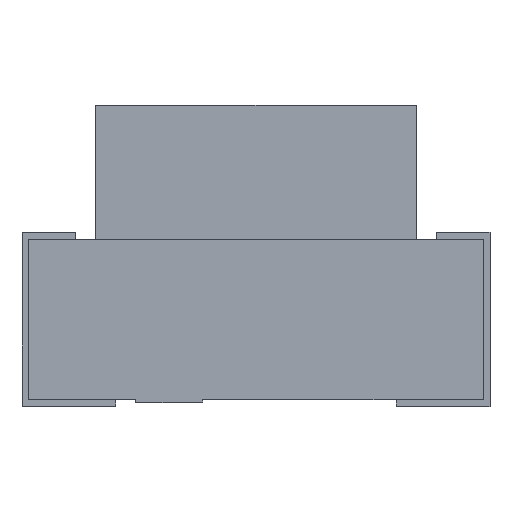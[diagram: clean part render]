
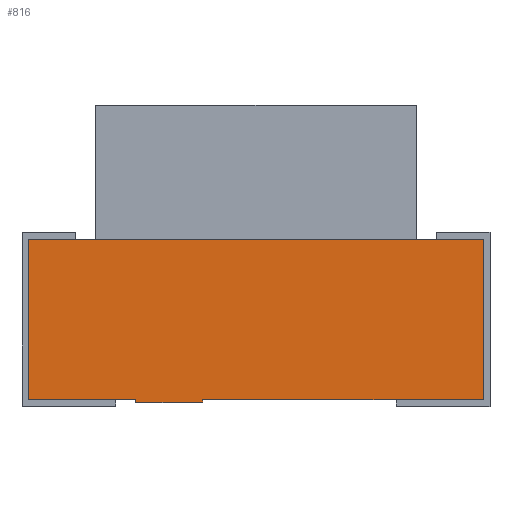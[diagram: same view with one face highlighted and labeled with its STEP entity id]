
A CAD part, top view. The second image highlights one B-rep face of the part: STEP entity #816.
In plain terms, the highlighted planar face has unit normal (0, 0, 1).
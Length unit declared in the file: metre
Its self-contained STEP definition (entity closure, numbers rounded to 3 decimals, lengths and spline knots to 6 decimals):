
#194=ORIENTED_EDGE('',*,*,#316,.F.);
#195=ORIENTED_EDGE('',*,*,#327,.T.);
#196=ORIENTED_EDGE('',*,*,#323,.T.);
#197=ORIENTED_EDGE('',*,*,#334,.F.);
#198=ORIENTED_EDGE('',*,*,#335,.T.);
#199=ORIENTED_EDGE('',*,*,#336,.T.);
#200=ORIENTED_EDGE('',*,*,#328,.T.);
#201=ORIENTED_EDGE('',*,*,#333,.F.);
#316=EDGE_CURVE('',#400,#401,#496,.T.);
#323=EDGE_CURVE('',#408,#406,#503,.T.);
#327=EDGE_CURVE('',#400,#408,#507,.T.);
#328=EDGE_CURVE('',#410,#411,#508,.T.);
#333=EDGE_CURVE('',#401,#411,#513,.T.);
#334=EDGE_CURVE('',#414,#406,#514,.T.);
#335=EDGE_CURVE('',#414,#415,#515,.T.);
#336=EDGE_CURVE('',#415,#410,#516,.T.);
#400=VERTEX_POINT('',#1343);
#401=VERTEX_POINT('',#1345);
#406=VERTEX_POINT('',#1357);
#408=VERTEX_POINT('',#1360);
#410=VERTEX_POINT('',#1369);
#411=VERTEX_POINT('',#1370);
#414=VERTEX_POINT('',#1381);
#415=VERTEX_POINT('',#1383);
#496=LINE('',#1344,#604);
#503=LINE('',#1359,#611);
#507=LINE('',#1366,#615);
#508=LINE('',#1368,#616);
#513=LINE('',#1378,#621);
#514=LINE('',#1380,#622);
#515=LINE('',#1382,#623);
#516=LINE('',#1384,#624);
#604=VECTOR('',#1121,1.);
#611=VECTOR('',#1130,1.);
#615=VECTOR('',#1136,1.);
#616=VECTOR('',#1139,1.);
#621=VECTOR('',#1146,1.);
#622=VECTOR('',#1149,1.);
#623=VECTOR('',#1150,1.);
#624=VECTOR('',#1151,1.);
#676=EDGE_LOOP('',(#194,#195,#196,#197,#198,#199,#200,#201));
#724=FACE_BOUND('',#676,.T.);
#770=PLANE('',#965);
#816=ADVANCED_FACE('',(#724),#770,.T.);
#965=AXIS2_PLACEMENT_3D('',#1379,#1147,#1148);
#1121=DIRECTION('',(1.,0.,0.));
#1130=DIRECTION('',(1.,0.,0.));
#1136=DIRECTION('',(0.,-1.,0.));
#1139=DIRECTION('',(1.,0.,0.));
#1146=DIRECTION('',(0.,-1.,0.));
#1147=DIRECTION('',(0.,0.,1.));
#1148=DIRECTION('',(1.,0.,0.));
#1149=DIRECTION('',(0.,1.,0.));
#1150=DIRECTION('',(1.,0.,0.));
#1151=DIRECTION('',(0.,1.,0.));
#1343=CARTESIAN_POINT('',(-0.00085,0.0003,0.0006));
#1344=CARTESIAN_POINT('',(0.,0.0003,0.0006));
#1345=CARTESIAN_POINT('',(0.00085,0.0003,0.0006));
#1357=CARTESIAN_POINT('',(-0.00045,-0.0003,0.0006));
#1359=CARTESIAN_POINT('',(0.,-0.0003,0.0006));
#1360=CARTESIAN_POINT('',(-0.00085,-0.0003,0.0006));
#1366=CARTESIAN_POINT('',(-0.00085,0.,0.0006));
#1368=CARTESIAN_POINT('',(0.,-0.0003,0.0006));
#1369=CARTESIAN_POINT('',(-0.0002,-0.0003,0.0006));
#1370=CARTESIAN_POINT('',(0.00085,-0.0003,0.0006));
#1378=CARTESIAN_POINT('',(0.00085,0.,0.0006));
#1379=CARTESIAN_POINT('',(0.,0.,0.0006));
#1380=CARTESIAN_POINT('',(-0.00045,-0.00031,0.0006));
#1381=CARTESIAN_POINT('',(-0.00045,-0.00031,0.0006));
#1382=CARTESIAN_POINT('',(0.,-0.00031,0.0006));
#1383=CARTESIAN_POINT('',(-0.0002,-0.00031,0.0006));
#1384=CARTESIAN_POINT('',(-0.0002,-0.00031,0.0006));
